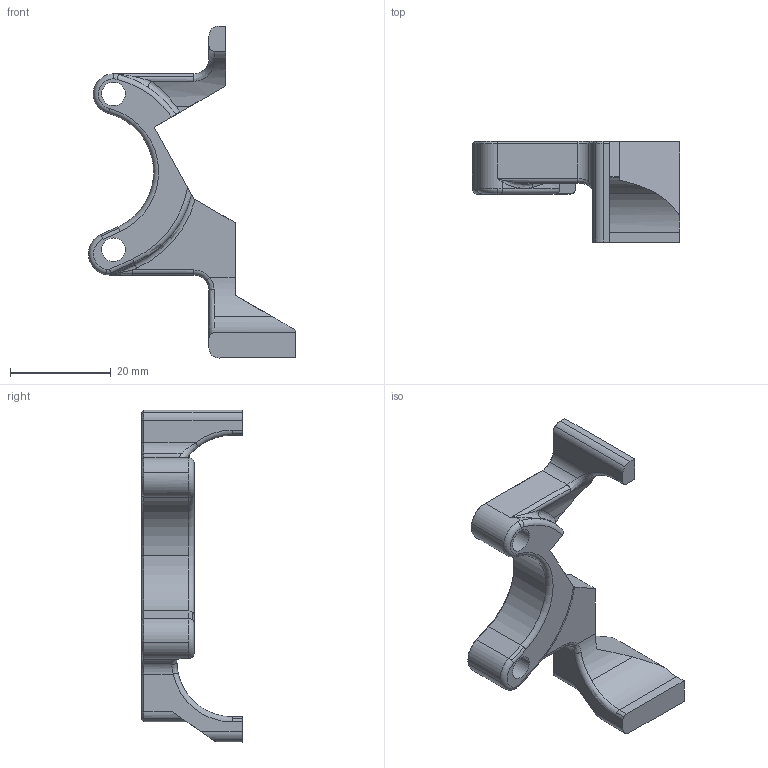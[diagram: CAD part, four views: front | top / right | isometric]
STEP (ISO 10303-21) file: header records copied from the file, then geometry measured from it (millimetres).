
FILE_DESCRIPTION (( 'STEP AP214' ), '1' );
FILE_NAME ('Cut_Piece.STEP', '2023-01-15T10:41:30', ( '' ), ( '' ), 'SwSTEP 2.0', 'SolidWorks 2023', '' );
FILE_SCHEMA (( 'AUTOMOTIVE_DESIGN' ));
Length unit declared in the file: millimetre
Products named in the file (1): Cut_Piece
Bounding box: 41.15 x 20 x 66 mm (x, y, z)
Volume: 7607.5 mm3; surface area: 4559.6 mm2
Topology: 1 solids, 1 shells, 112 faces, 288 edges, 177 vertices
Faces by surface type: cylinder 44, plane 32, cone 14, torus 12, bspline 10
Entity records: 3766 total; most frequent: CARTESIAN_POINT 1083, ORIENTED_EDGE 572, DIRECTION 548, EDGE_CURVE 286, AXIS2_PLACEMENT_3D 208, VERTEX_POINT 177, VECTOR 132, LINE 132
